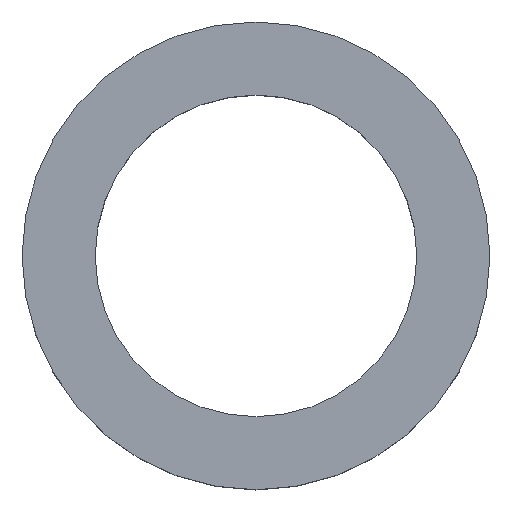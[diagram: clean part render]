
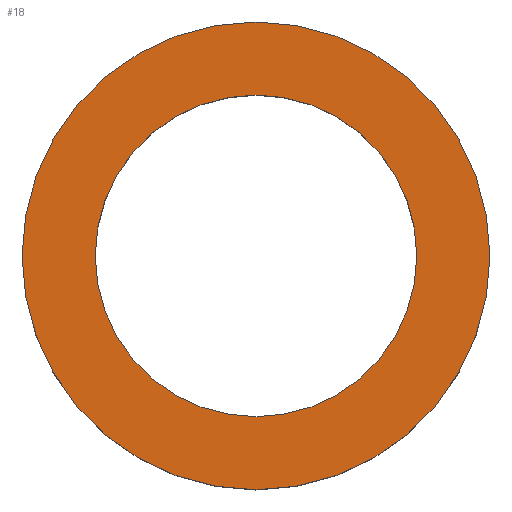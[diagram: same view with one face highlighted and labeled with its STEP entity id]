
A CAD part, top view. The second image highlights one B-rep face of the part: STEP entity #18.
In plain terms, the highlighted planar face has unit normal (0, 0, 1).
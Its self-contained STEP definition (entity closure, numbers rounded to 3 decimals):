
#2 = CARTESIAN_POINT ( 'NONE',  ( 0., 0., 4. ) ) ;
#3 = DIRECTION ( 'NONE',  ( 0., 0., 1. ) ) ;
#15 = EDGE_CURVE ( 'NONE', #232, #245, #204, .T. ) ;
#18 = ADVANCED_FACE ( 'NONE', ( #217, #175 ), #102, .T. ) ;
#21 = DIRECTION ( 'NONE',  ( 1., 0., 0. ) ) ;
#27 = EDGE_CURVE ( 'NONE', #245, #232, #89, .T. ) ;
#29 = DIRECTION ( 'NONE',  ( 1., 0., 0. ) ) ;
#30 = CIRCLE ( 'NONE', #180, 5.5 ) ;
#34 = VERTEX_POINT ( 'NONE', #118 ) ;
#50 = DIRECTION ( 'NONE',  ( 0., 0., 1. ) ) ;
#52 = ORIENTED_EDGE ( 'NONE', *, *, #27, .T. ) ;
#54 = DIRECTION ( 'NONE',  ( 0., 0., 1. ) ) ;
#72 = ORIENTED_EDGE ( 'NONE', *, *, #184, .F. ) ;
#77 = DIRECTION ( 'NONE',  ( 1., 0., 0. ) ) ;
#82 = CARTESIAN_POINT ( 'NONE',  ( 5.5, 0., 4. ) ) ;
#89 = CIRCLE ( 'NONE', #125, 8. ) ;
#93 = AXIS2_PLACEMENT_3D ( 'NONE', #138, #3, #193 ) ;
#94 = ORIENTED_EDGE ( 'NONE', *, *, #15, .T. ) ;
#101 = EDGE_LOOP ( 'NONE', ( #94, #52 ) ) ;
#102 = PLANE ( 'NONE',  #196 ) ;
#118 = CARTESIAN_POINT ( 'NONE',  ( -5.5, 0., 4. ) ) ;
#123 = CARTESIAN_POINT ( 'NONE',  ( 0., 0., 4. ) ) ;
#125 = AXIS2_PLACEMENT_3D ( 'NONE', #140, #50, #77 ) ;
#137 = VERTEX_POINT ( 'NONE', #82 ) ;
#138 = CARTESIAN_POINT ( 'NONE',  ( 0., 0., 4. ) ) ;
#140 = CARTESIAN_POINT ( 'NONE',  ( 0., 0., 4. ) ) ;
#149 = EDGE_LOOP ( 'NONE', ( #72, #247 ) ) ;
#150 = AXIS2_PLACEMENT_3D ( 'NONE', #224, #203, #239 ) ;
#167 = DIRECTION ( 'NONE',  ( 0., 0., 1. ) ) ;
#175 = FACE_BOUND ( 'NONE', #149, .T. ) ;
#180 = AXIS2_PLACEMENT_3D ( 'NONE', #123, #167, #29 ) ;
#182 = CARTESIAN_POINT ( 'NONE',  ( -8., 0., 4. ) ) ;
#183 = CARTESIAN_POINT ( 'NONE',  ( 8., 0., 4. ) ) ;
#184 = EDGE_CURVE ( 'NONE', #34, #137, #227, .T. ) ;
#188 = EDGE_CURVE ( 'NONE', #137, #34, #30, .T. ) ;
#193 = DIRECTION ( 'NONE',  ( 1., 0., 0. ) ) ;
#196 = AXIS2_PLACEMENT_3D ( 'NONE', #2, #54, #21 ) ;
#203 = DIRECTION ( 'NONE',  ( 0., 0., 1. ) ) ;
#204 = CIRCLE ( 'NONE', #93, 8. ) ;
#217 = FACE_OUTER_BOUND ( 'NONE', #101, .T. ) ;
#224 = CARTESIAN_POINT ( 'NONE',  ( 0., 0., 4. ) ) ;
#227 = CIRCLE ( 'NONE', #150, 5.5 ) ;
#232 = VERTEX_POINT ( 'NONE', #182 ) ;
#239 = DIRECTION ( 'NONE',  ( 1., 0., 0. ) ) ;
#245 = VERTEX_POINT ( 'NONE', #183 ) ;
#247 = ORIENTED_EDGE ( 'NONE', *, *, #188, .F. ) ;
